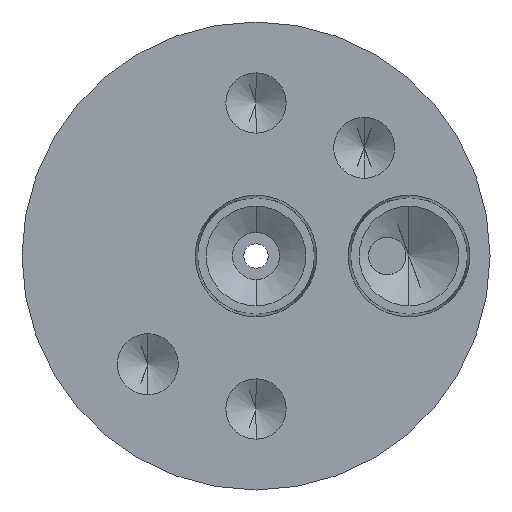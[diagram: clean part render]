
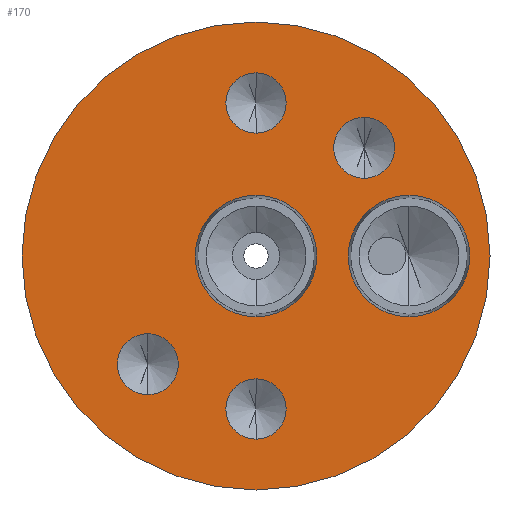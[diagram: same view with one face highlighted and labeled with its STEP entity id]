
A CAD part, front view. The second image highlights one B-rep face of the part: STEP entity #170.
In plain terms, the highlighted planar face has unit normal (0, -1, 0).
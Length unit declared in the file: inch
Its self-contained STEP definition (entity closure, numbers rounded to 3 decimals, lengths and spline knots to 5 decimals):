
#10 = CARTESIAN_POINT ( 'NONE',  ( 0.36062, -0.625, 0.25906 ) ) ;
#21 = EDGE_CURVE ( 'NONE', #1083, #2797, #485, .T. ) ;
#62 = CARTESIAN_POINT ( 'NONE',  ( 0.36062, -0.625, 0.36062 ) ) ;
#75 = AXIS2_PLACEMENT_3D ( 'NONE', #452, #193, #2451 ) ;
#103 = ORIENTED_EDGE ( 'NONE', *, *, #2706, .F. ) ;
#124 = CARTESIAN_POINT ( 'NONE',  ( 0., -0.625, 0. ) ) ;
#170 = ADVANCED_FACE ( 'NONE', ( #2485, #1682, #1406, #3659, #2809, #2525, #3619 ), #1123, .T. ) ;
#193 = DIRECTION ( 'NONE',  ( 0., -1., 0. ) ) ;
#210 = DIRECTION ( 'NONE',  ( 0., 0., -1. ) ) ;
#239 = CIRCLE ( 'NONE', #2438, 0.1005 ) ;
#295 = DIRECTION ( 'NONE',  ( 0., 1., 0. ) ) ;
#300 = CIRCLE ( 'NONE', #1914, 0.1005 ) ;
#306 = CIRCLE ( 'NONE', #499, 0.78 ) ;
#307 = DIRECTION ( 'NONE',  ( 0., -1., 0. ) ) ;
#317 = AXIS2_PLACEMENT_3D ( 'NONE', #62, #1181, #2013 ) ;
#325 = VERTEX_POINT ( 'NONE', #2357 ) ;
#383 = DIRECTION ( 'NONE',  ( 0., 0., -1. ) ) ;
#392 = DIRECTION ( 'NONE',  ( 0., -1., 0. ) ) ;
#405 = EDGE_LOOP ( 'NONE', ( #1678, #2411 ) ) ;
#438 = AXIS2_PLACEMENT_3D ( 'NONE', #2556, #307, #2409 ) ;
#443 = CARTESIAN_POINT ( 'NONE',  ( 0., -0.625, -0.51 ) ) ;
#452 = CARTESIAN_POINT ( 'NONE',  ( -0.36062, -0.625, -0.36062 ) ) ;
#467 = DIRECTION ( 'NONE',  ( 0., -1., 0. ) ) ;
#474 = CARTESIAN_POINT ( 'NONE',  ( 0., -0.625, 0. ) ) ;
#485 = CIRCLE ( 'NONE', #2550, 0.10156 ) ;
#499 = AXIS2_PLACEMENT_3D ( 'NONE', #529, #295, #2297 ) ;
#529 = CARTESIAN_POINT ( 'NONE',  ( 0., -0.625, 0. ) ) ;
#579 = EDGE_LOOP ( 'NONE', ( #846, #2330 ) ) ;
#614 = CARTESIAN_POINT ( 'NONE',  ( 0., -0.625, -0.2025 ) ) ;
#617 = VERTEX_POINT ( 'NONE', #3438 ) ;
#720 = CIRCLE ( 'NONE', #75, 0.10156 ) ;
#735 = DIRECTION ( 'NONE',  ( 0., -1., 0. ) ) ;
#833 = DIRECTION ( 'NONE',  ( 0., -1., 0. ) ) ;
#846 = ORIENTED_EDGE ( 'NONE', *, *, #2049, .F. ) ;
#851 = DIRECTION ( 'NONE',  ( 0., 0., -1. ) ) ;
#903 = CARTESIAN_POINT ( 'NONE',  ( 0., -0.625, -0.4095 ) ) ;
#930 = VERTEX_POINT ( 'NONE', #2159 ) ;
#958 = CARTESIAN_POINT ( 'NONE',  ( 0., -0.625, -0.6105 ) ) ;
#974 = DIRECTION ( 'NONE',  ( 0., 0., -1. ) ) ;
#1054 = ORIENTED_EDGE ( 'NONE', *, *, #1370, .F. ) ;
#1083 = VERTEX_POINT ( 'NONE', #2308 ) ;
#1123 = PLANE ( 'NONE',  #1260 ) ;
#1174 = DIRECTION ( 'NONE',  ( 0., 0., -1. ) ) ;
#1181 = DIRECTION ( 'NONE',  ( 0., -1., 0. ) ) ;
#1198 = EDGE_LOOP ( 'NONE', ( #2336, #2251 ) ) ;
#1211 = EDGE_LOOP ( 'NONE', ( #1054, #1627 ) ) ;
#1255 = DIRECTION ( 'NONE',  ( 0., 0., -1. ) ) ;
#1260 = AXIS2_PLACEMENT_3D ( 'NONE', #2094, #1769, #383 ) ;
#1370 = EDGE_CURVE ( 'NONE', #1461, #3095, #2520, .T. ) ;
#1380 = VERTEX_POINT ( 'NONE', #1489 ) ;
#1406 = FACE_BOUND ( 'NONE', #405, .T. ) ;
#1436 = VERTEX_POINT ( 'NONE', #614 ) ;
#1460 = DIRECTION ( 'NONE',  ( 0., -1., 0. ) ) ;
#1461 = VERTEX_POINT ( 'NONE', #2192 ) ;
#1486 = EDGE_CURVE ( 'NONE', #3366, #1586, #2511, .T. ) ;
#1489 = CARTESIAN_POINT ( 'NONE',  ( -0.36062, -0.625, -0.25906 ) ) ;
#1517 = EDGE_CURVE ( 'NONE', #3095, #1461, #2942, .T. ) ;
#1554 = AXIS2_PLACEMENT_3D ( 'NONE', #1703, #833, #3412 ) ;
#1586 = VERTEX_POINT ( 'NONE', #3084 ) ;
#1595 = DIRECTION ( 'NONE',  ( 0., 1., 0. ) ) ;
#1610 = DIRECTION ( 'NONE',  ( 0., 0., 1. ) ) ;
#1627 = ORIENTED_EDGE ( 'NONE', *, *, #1517, .F. ) ;
#1644 = ORIENTED_EDGE ( 'NONE', *, *, #2841, .F. ) ;
#1678 = ORIENTED_EDGE ( 'NONE', *, *, #2932, .F. ) ;
#1682 = FACE_BOUND ( 'NONE', #1198, .T. ) ;
#1685 = EDGE_CURVE ( 'NONE', #2797, #1083, #2700, .T. ) ;
#1703 = CARTESIAN_POINT ( 'NONE',  ( 0.51, -0.625, 0. ) ) ;
#1717 = DIRECTION ( 'NONE',  ( 0., 0., -1. ) ) ;
#1737 = DIRECTION ( 'NONE',  ( 0., 0., -1. ) ) ;
#1765 = DIRECTION ( 'NONE',  ( 0., -1., 0. ) ) ;
#1769 = DIRECTION ( 'NONE',  ( 0., -1., 0. ) ) ;
#1812 = AXIS2_PLACEMENT_3D ( 'NONE', #2135, #735, #851 ) ;
#1839 = CARTESIAN_POINT ( 'NONE',  ( 0.36062, -0.625, 0.36062 ) ) ;
#1914 = AXIS2_PLACEMENT_3D ( 'NONE', #2547, #2265, #1717 ) ;
#2013 = DIRECTION ( 'NONE',  ( 0., 0., -1. ) ) ;
#2020 = VERTEX_POINT ( 'NONE', #3382 ) ;
#2036 = AXIS2_PLACEMENT_3D ( 'NONE', #124, #1765, #1174 ) ;
#2049 = EDGE_CURVE ( 'NONE', #1436, #617, #3002, .T. ) ;
#2074 = AXIS2_PLACEMENT_3D ( 'NONE', #3035, #2461, #3591 ) ;
#2078 = DIRECTION ( 'NONE',  ( 0., -1., 0. ) ) ;
#2094 = CARTESIAN_POINT ( 'NONE',  ( -0.78, -0.625, 0. ) ) ;
#2135 = CARTESIAN_POINT ( 'NONE',  ( 0., -0.625, 0.51 ) ) ;
#2152 = CARTESIAN_POINT ( 'NONE',  ( 0., -0.625, 0. ) ) ;
#2159 = CARTESIAN_POINT ( 'NONE',  ( 0.51, -0.625, -0.20251 ) ) ;
#2192 = CARTESIAN_POINT ( 'NONE',  ( 0., -0.625, 0.4095 ) ) ;
#2200 = CIRCLE ( 'NONE', #2074, 0.20251 ) ;
#2251 = ORIENTED_EDGE ( 'NONE', *, *, #2607, .F. ) ;
#2265 = DIRECTION ( 'NONE',  ( 0., -1., 0. ) ) ;
#2286 = VERTEX_POINT ( 'NONE', #958 ) ;
#2297 = DIRECTION ( 'NONE',  ( 0., 0., 1. ) ) ;
#2308 = CARTESIAN_POINT ( 'NONE',  ( 0.36062, -0.625, 0.46219 ) ) ;
#2310 = EDGE_LOOP ( 'NONE', ( #1644, #103 ) ) ;
#2313 = CIRCLE ( 'NONE', #1554, 0.20251 ) ;
#2329 = AXIS2_PLACEMENT_3D ( 'NONE', #474, #1595, #1610 ) ;
#2330 = ORIENTED_EDGE ( 'NONE', *, *, #2584, .F. ) ;
#2336 = ORIENTED_EDGE ( 'NONE', *, *, #3552, .F. ) ;
#2347 = CARTESIAN_POINT ( 'NONE',  ( 0., -0.625, 0.6105 ) ) ;
#2357 = CARTESIAN_POINT ( 'NONE',  ( -0.36062, -0.625, -0.46219 ) ) ;
#2409 = DIRECTION ( 'NONE',  ( 0., 0., -1. ) ) ;
#2411 = ORIENTED_EDGE ( 'NONE', *, *, #2863, .F. ) ;
#2438 = AXIS2_PLACEMENT_3D ( 'NONE', #443, #392, #1255 ) ;
#2451 = DIRECTION ( 'NONE',  ( 0., 0., -1. ) ) ;
#2461 = DIRECTION ( 'NONE',  ( 0., -1., 0. ) ) ;
#2485 = FACE_BOUND ( 'NONE', #2950, .T. ) ;
#2511 = CIRCLE ( 'NONE', #2329, 0.78 ) ;
#2513 = EDGE_LOOP ( 'NONE', ( #2664, #2711 ) ) ;
#2520 = CIRCLE ( 'NONE', #3528, 0.1005 ) ;
#2525 = FACE_BOUND ( 'NONE', #579, .T. ) ;
#2547 = CARTESIAN_POINT ( 'NONE',  ( 0., -0.625, -0.51 ) ) ;
#2550 = AXIS2_PLACEMENT_3D ( 'NONE', #1839, #2078, #974 ) ;
#2556 = CARTESIAN_POINT ( 'NONE',  ( -0.36062, -0.625, -0.36062 ) ) ;
#2584 = EDGE_CURVE ( 'NONE', #617, #1436, #3562, .T. ) ;
#2607 = EDGE_CURVE ( 'NONE', #1380, #325, #720, .T. ) ;
#2664 = ORIENTED_EDGE ( 'NONE', *, *, #3264, .F. ) ;
#2700 = CIRCLE ( 'NONE', #317, 0.10156 ) ;
#2706 = EDGE_CURVE ( 'NONE', #3307, #2286, #239, .T. ) ;
#2711 = ORIENTED_EDGE ( 'NONE', *, *, #1486, .F. ) ;
#2797 = VERTEX_POINT ( 'NONE', #10 ) ;
#2798 = AXIS2_PLACEMENT_3D ( 'NONE', #2152, #467, #210 ) ;
#2809 = FACE_BOUND ( 'NONE', #2310, .T. ) ;
#2841 = EDGE_CURVE ( 'NONE', #2286, #3307, #300, .T. ) ;
#2863 = EDGE_CURVE ( 'NONE', #2020, #930, #2200, .T. ) ;
#2932 = EDGE_CURVE ( 'NONE', #930, #2020, #2313, .T. ) ;
#2942 = CIRCLE ( 'NONE', #1812, 0.1005 ) ;
#2950 = EDGE_LOOP ( 'NONE', ( #3467, #3573 ) ) ;
#3002 = CIRCLE ( 'NONE', #2036, 0.2025 ) ;
#3035 = CARTESIAN_POINT ( 'NONE',  ( 0.51, -0.625, 0. ) ) ;
#3084 = CARTESIAN_POINT ( 'NONE',  ( 0., -0.625, 0.78 ) ) ;
#3095 = VERTEX_POINT ( 'NONE', #2347 ) ;
#3225 = CIRCLE ( 'NONE', #438, 0.10156 ) ;
#3264 = EDGE_CURVE ( 'NONE', #1586, #3366, #306, .T. ) ;
#3307 = VERTEX_POINT ( 'NONE', #903 ) ;
#3366 = VERTEX_POINT ( 'NONE', #3417 ) ;
#3382 = CARTESIAN_POINT ( 'NONE',  ( 0.51, -0.625, 0.20251 ) ) ;
#3412 = DIRECTION ( 'NONE',  ( 0., 0., -1. ) ) ;
#3414 = CARTESIAN_POINT ( 'NONE',  ( 0., -0.625, 0.51 ) ) ;
#3417 = CARTESIAN_POINT ( 'NONE',  ( 0., -0.625, -0.78 ) ) ;
#3438 = CARTESIAN_POINT ( 'NONE',  ( 0., -0.625, 0.2025 ) ) ;
#3467 = ORIENTED_EDGE ( 'NONE', *, *, #1685, .F. ) ;
#3528 = AXIS2_PLACEMENT_3D ( 'NONE', #3414, #1460, #1737 ) ;
#3552 = EDGE_CURVE ( 'NONE', #325, #1380, #3225, .T. ) ;
#3562 = CIRCLE ( 'NONE', #2798, 0.2025 ) ;
#3573 = ORIENTED_EDGE ( 'NONE', *, *, #21, .F. ) ;
#3591 = DIRECTION ( 'NONE',  ( 0., 0., -1. ) ) ;
#3619 = FACE_OUTER_BOUND ( 'NONE', #2513, .T. ) ;
#3659 = FACE_BOUND ( 'NONE', #1211, .T. ) ;
